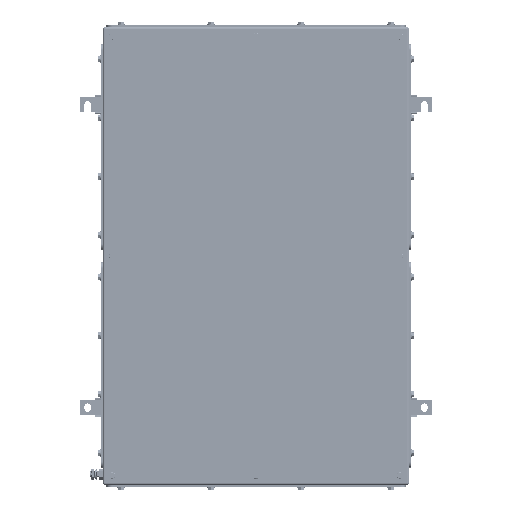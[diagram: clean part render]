
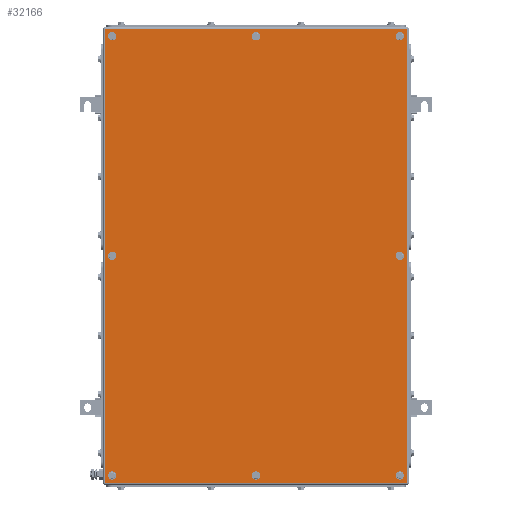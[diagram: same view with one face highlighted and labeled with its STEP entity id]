
A CAD part, top view. The second image highlights one B-rep face of the part: STEP entity #32166.
In plain terms, the highlighted planar face has unit normal (0, 0, 1).
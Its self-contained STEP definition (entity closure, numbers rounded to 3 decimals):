
#31968=AXIS2_PLACEMENT_3D('Circle Axis2P3D',#31966,#31967,$) ;
#31995=AXIS2_PLACEMENT_3D('Plane Axis2P3D',#31992,#31993,#31994) ;
#32033=AXIS2_PLACEMENT_3D('Circle Axis2P3D',#32031,#32032,$) ;
#32042=AXIS2_PLACEMENT_3D('Circle Axis2P3D',#32040,#32041,$) ;
#32051=AXIS2_PLACEMENT_3D('Circle Axis2P3D',#32049,#32050,$) ;
#32060=AXIS2_PLACEMENT_3D('Circle Axis2P3D',#32058,#32059,$) ;
#32069=AXIS2_PLACEMENT_3D('Circle Axis2P3D',#32067,#32068,$) ;
#32078=AXIS2_PLACEMENT_3D('Circle Axis2P3D',#32076,#32077,$) ;
#32087=AXIS2_PLACEMENT_3D('Circle Axis2P3D',#32085,#32086,$) ;
#32096=AXIS2_PLACEMENT_3D('Circle Axis2P3D',#32094,#32095,$) ;
#32105=AXIS2_PLACEMENT_3D('Circle Axis2P3D',#32103,#32104,$) ;
#32114=AXIS2_PLACEMENT_3D('Circle Axis2P3D',#32112,#32113,$) ;
#32123=AXIS2_PLACEMENT_3D('Circle Axis2P3D',#32121,#32122,$) ;
#32132=AXIS2_PLACEMENT_3D('Circle Axis2P3D',#32130,#32131,$) ;
#32141=AXIS2_PLACEMENT_3D('Circle Axis2P3D',#32139,#32140,$) ;
#32150=AXIS2_PLACEMENT_3D('Circle Axis2P3D',#32148,#32149,$) ;
#32159=AXIS2_PLACEMENT_3D('Circle Axis2P3D',#32157,#32158,$) ;
#31963=CARTESIAN_POINT('Vertex',(291.,23.5,153.5)) ;
#31966=CARTESIAN_POINT('Axis2P3D Location',(294.5,23.5,153.5)) ;
#31970=CARTESIAN_POINT('Vertex',(298.,23.5,153.5)) ;
#31992=CARTESIAN_POINT('Axis2P3D Location',(294.5,392.,153.5)) ;
#31997=CARTESIAN_POINT('Line Origine',(294.5,772.5,153.5)) ;
#32001=CARTESIAN_POINT('Vertex',(548.,772.5,153.5)) ;
#32003=CARTESIAN_POINT('Vertex',(41.,772.5,153.5)) ;
#32006=CARTESIAN_POINT('Line Origine',(41.,392.,153.5)) ;
#32010=CARTESIAN_POINT('Vertex',(41.,11.5,153.5)) ;
#32013=CARTESIAN_POINT('Line Origine',(294.5,11.5,153.5)) ;
#32017=CARTESIAN_POINT('Vertex',(548.,11.5,153.5)) ;
#32020=CARTESIAN_POINT('Line Origine',(548.,392.,153.5)) ;
#32031=CARTESIAN_POINT('Axis2P3D Location',(294.5,23.5,153.5)) ;
#32040=CARTESIAN_POINT('Axis2P3D Location',(294.5,760.5,153.5)) ;
#32044=CARTESIAN_POINT('Vertex',(298.,760.5,153.5)) ;
#32046=CARTESIAN_POINT('Vertex',(291.,760.5,153.5)) ;
#32049=CARTESIAN_POINT('Axis2P3D Location',(294.5,760.5,153.5)) ;
#32058=CARTESIAN_POINT('Axis2P3D Location',(53.,392.,153.5)) ;
#32062=CARTESIAN_POINT('Vertex',(49.5,392.,153.5)) ;
#32064=CARTESIAN_POINT('Vertex',(56.5,392.,153.5)) ;
#32067=CARTESIAN_POINT('Axis2P3D Location',(53.,392.,153.5)) ;
#32076=CARTESIAN_POINT('Axis2P3D Location',(536.,392.,153.5)) ;
#32080=CARTESIAN_POINT('Vertex',(539.5,392.,153.5)) ;
#32082=CARTESIAN_POINT('Vertex',(532.5,392.,153.5)) ;
#32085=CARTESIAN_POINT('Axis2P3D Location',(536.,392.,153.5)) ;
#32094=CARTESIAN_POINT('Axis2P3D Location',(53.,760.5,153.5)) ;
#32098=CARTESIAN_POINT('Vertex',(49.5,760.5,153.5)) ;
#32100=CARTESIAN_POINT('Vertex',(56.5,760.5,153.5)) ;
#32103=CARTESIAN_POINT('Axis2P3D Location',(53.,760.5,153.5)) ;
#32112=CARTESIAN_POINT('Axis2P3D Location',(53.,23.5,153.5)) ;
#32116=CARTESIAN_POINT('Vertex',(49.5,23.5,153.5)) ;
#32118=CARTESIAN_POINT('Vertex',(56.5,23.5,153.5)) ;
#32121=CARTESIAN_POINT('Axis2P3D Location',(53.,23.5,153.5)) ;
#32130=CARTESIAN_POINT('Axis2P3D Location',(536.,23.5,153.5)) ;
#32134=CARTESIAN_POINT('Vertex',(539.5,23.5,153.5)) ;
#32136=CARTESIAN_POINT('Vertex',(532.5,23.5,153.5)) ;
#32139=CARTESIAN_POINT('Axis2P3D Location',(536.,23.5,153.5)) ;
#32148=CARTESIAN_POINT('Axis2P3D Location',(536.,760.5,153.5)) ;
#32152=CARTESIAN_POINT('Vertex',(539.5,760.5,153.5)) ;
#32154=CARTESIAN_POINT('Vertex',(532.5,760.5,153.5)) ;
#32157=CARTESIAN_POINT('Axis2P3D Location',(536.,760.5,153.5)) ;
#31967=DIRECTION('Axis2P3D Direction',(0.,0.,1.)) ;
#31993=DIRECTION('Axis2P3D Direction',(0.,0.,1.)) ;
#31994=DIRECTION('Axis2P3D XDirection',(1.,0.,0.)) ;
#31998=DIRECTION('Vector Direction',(1.,0.,0.)) ;
#32007=DIRECTION('Vector Direction',(0.,-1.,0.)) ;
#32014=DIRECTION('Vector Direction',(1.,0.,0.)) ;
#32021=DIRECTION('Vector Direction',(0.,1.,0.)) ;
#32032=DIRECTION('Axis2P3D Direction',(0.,0.,1.)) ;
#32041=DIRECTION('Axis2P3D Direction',(0.,0.,1.)) ;
#32050=DIRECTION('Axis2P3D Direction',(0.,0.,1.)) ;
#32059=DIRECTION('Axis2P3D Direction',(0.,0.,1.)) ;
#32068=DIRECTION('Axis2P3D Direction',(0.,0.,1.)) ;
#32077=DIRECTION('Axis2P3D Direction',(0.,0.,1.)) ;
#32086=DIRECTION('Axis2P3D Direction',(0.,0.,1.)) ;
#32095=DIRECTION('Axis2P3D Direction',(0.,0.,1.)) ;
#32104=DIRECTION('Axis2P3D Direction',(0.,0.,1.)) ;
#32113=DIRECTION('Axis2P3D Direction',(0.,0.,1.)) ;
#32122=DIRECTION('Axis2P3D Direction',(0.,0.,1.)) ;
#32131=DIRECTION('Axis2P3D Direction',(0.,0.,1.)) ;
#32140=DIRECTION('Axis2P3D Direction',(0.,0.,1.)) ;
#32149=DIRECTION('Axis2P3D Direction',(0.,0.,1.)) ;
#32158=DIRECTION('Axis2P3D Direction',(0.,0.,1.)) ;
#31999=VECTOR('Line Direction',#31998,1.) ;
#32008=VECTOR('Line Direction',#32007,1.) ;
#32015=VECTOR('Line Direction',#32014,1.) ;
#32022=VECTOR('Line Direction',#32021,1.) ;
#32026=ORIENTED_EDGE('',*,*,#32005,.T.) ;
#32027=ORIENTED_EDGE('',*,*,#32012,.T.) ;
#32028=ORIENTED_EDGE('',*,*,#32019,.T.) ;
#32029=ORIENTED_EDGE('',*,*,#32024,.T.) ;
#32037=ORIENTED_EDGE('',*,*,#32035,.F.) ;
#32038=ORIENTED_EDGE('',*,*,#31972,.F.) ;
#32055=ORIENTED_EDGE('',*,*,#32048,.F.) ;
#32056=ORIENTED_EDGE('',*,*,#32053,.F.) ;
#32073=ORIENTED_EDGE('',*,*,#32066,.F.) ;
#32074=ORIENTED_EDGE('',*,*,#32071,.F.) ;
#32091=ORIENTED_EDGE('',*,*,#32084,.F.) ;
#32092=ORIENTED_EDGE('',*,*,#32089,.F.) ;
#32109=ORIENTED_EDGE('',*,*,#32102,.F.) ;
#32110=ORIENTED_EDGE('',*,*,#32107,.F.) ;
#32127=ORIENTED_EDGE('',*,*,#32120,.F.) ;
#32128=ORIENTED_EDGE('',*,*,#32125,.F.) ;
#32145=ORIENTED_EDGE('',*,*,#32138,.F.) ;
#32146=ORIENTED_EDGE('',*,*,#32143,.F.) ;
#32163=ORIENTED_EDGE('',*,*,#32156,.F.) ;
#32164=ORIENTED_EDGE('',*,*,#32161,.F.) ;
#32039=FACE_BOUND('',#32036,.T.) ;
#32057=FACE_BOUND('',#32054,.T.) ;
#32075=FACE_BOUND('',#32072,.T.) ;
#32093=FACE_BOUND('',#32090,.T.) ;
#32111=FACE_BOUND('',#32108,.T.) ;
#32129=FACE_BOUND('',#32126,.T.) ;
#32147=FACE_BOUND('',#32144,.T.) ;
#32165=FACE_BOUND('',#32162,.T.) ;
#32166=ADVANCED_FACE('ZUB_KTB_FS_765015_4GP_AllCATPart.2\\ZUB_DE_KTB_FS.1\\DE_KTB_MH_PART_MASTER.1\\Koerper.2',(#32030,#32039,#32057,#32075,#32093,#32111,#32129,#32147,#32165),#31996,.T.) ;
#31969=CIRCLE('generated circle',#31968,3.5) ;
#32034=CIRCLE('generated circle',#32033,3.5) ;
#32043=CIRCLE('generated circle',#32042,3.5) ;
#32052=CIRCLE('generated circle',#32051,3.5) ;
#32061=CIRCLE('generated circle',#32060,3.5) ;
#32070=CIRCLE('generated circle',#32069,3.5) ;
#32079=CIRCLE('generated circle',#32078,3.5) ;
#32088=CIRCLE('generated circle',#32087,3.5) ;
#32097=CIRCLE('generated circle',#32096,3.5) ;
#32106=CIRCLE('generated circle',#32105,3.5) ;
#32115=CIRCLE('generated circle',#32114,3.5) ;
#32124=CIRCLE('generated circle',#32123,3.5) ;
#32133=CIRCLE('generated circle',#32132,3.5) ;
#32142=CIRCLE('generated circle',#32141,3.5) ;
#32151=CIRCLE('generated circle',#32150,3.5) ;
#32160=CIRCLE('generated circle',#32159,3.5) ;
#31972=EDGE_CURVE('',#31964,#31971,#31969,.T.) ;
#32005=EDGE_CURVE('',#32002,#32004,#32000,.F.) ;
#32012=EDGE_CURVE('',#32004,#32011,#32009,.T.) ;
#32019=EDGE_CURVE('',#32011,#32018,#32016,.T.) ;
#32024=EDGE_CURVE('',#32018,#32002,#32023,.T.) ;
#32035=EDGE_CURVE('',#31971,#31964,#32034,.T.) ;
#32048=EDGE_CURVE('',#32045,#32047,#32043,.T.) ;
#32053=EDGE_CURVE('',#32047,#32045,#32052,.T.) ;
#32066=EDGE_CURVE('',#32063,#32065,#32061,.T.) ;
#32071=EDGE_CURVE('',#32065,#32063,#32070,.T.) ;
#32084=EDGE_CURVE('',#32081,#32083,#32079,.T.) ;
#32089=EDGE_CURVE('',#32083,#32081,#32088,.T.) ;
#32102=EDGE_CURVE('',#32099,#32101,#32097,.T.) ;
#32107=EDGE_CURVE('',#32101,#32099,#32106,.T.) ;
#32120=EDGE_CURVE('',#32117,#32119,#32115,.T.) ;
#32125=EDGE_CURVE('',#32119,#32117,#32124,.T.) ;
#32138=EDGE_CURVE('',#32135,#32137,#32133,.T.) ;
#32143=EDGE_CURVE('',#32137,#32135,#32142,.T.) ;
#32156=EDGE_CURVE('',#32153,#32155,#32151,.T.) ;
#32161=EDGE_CURVE('',#32155,#32153,#32160,.T.) ;
#32025=EDGE_LOOP('',(#32026,#32027,#32028,#32029)) ;
#32036=EDGE_LOOP('',(#32037,#32038)) ;
#32054=EDGE_LOOP('',(#32055,#32056)) ;
#32072=EDGE_LOOP('',(#32073,#32074)) ;
#32090=EDGE_LOOP('',(#32091,#32092)) ;
#32108=EDGE_LOOP('',(#32109,#32110)) ;
#32126=EDGE_LOOP('',(#32127,#32128)) ;
#32144=EDGE_LOOP('',(#32145,#32146)) ;
#32162=EDGE_LOOP('',(#32163,#32164)) ;
#32030=FACE_OUTER_BOUND('',#32025,.T.) ;
#32000=LINE('Line',#31997,#31999) ;
#32009=LINE('Line',#32006,#32008) ;
#32016=LINE('Line',#32013,#32015) ;
#32023=LINE('Line',#32020,#32022) ;
#31996=PLANE('',#31995) ;
#31964=VERTEX_POINT('',#31963) ;
#31971=VERTEX_POINT('',#31970) ;
#32002=VERTEX_POINT('',#32001) ;
#32004=VERTEX_POINT('',#32003) ;
#32011=VERTEX_POINT('',#32010) ;
#32018=VERTEX_POINT('',#32017) ;
#32045=VERTEX_POINT('',#32044) ;
#32047=VERTEX_POINT('',#32046) ;
#32063=VERTEX_POINT('',#32062) ;
#32065=VERTEX_POINT('',#32064) ;
#32081=VERTEX_POINT('',#32080) ;
#32083=VERTEX_POINT('',#32082) ;
#32099=VERTEX_POINT('',#32098) ;
#32101=VERTEX_POINT('',#32100) ;
#32117=VERTEX_POINT('',#32116) ;
#32119=VERTEX_POINT('',#32118) ;
#32135=VERTEX_POINT('',#32134) ;
#32137=VERTEX_POINT('',#32136) ;
#32153=VERTEX_POINT('',#32152) ;
#32155=VERTEX_POINT('',#32154) ;
